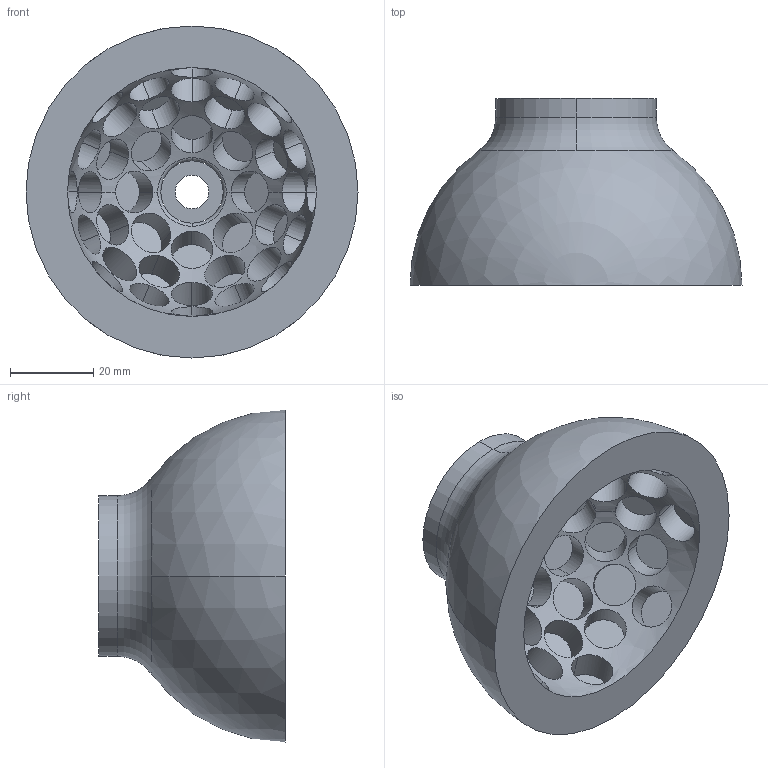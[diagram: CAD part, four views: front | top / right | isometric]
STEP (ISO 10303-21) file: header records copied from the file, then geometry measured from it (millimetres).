
FILE_DESCRIPTION (( 'STEP AP203' ), '1' );
FILE_NAME ('LaPoint_10mm.STEP', '2024-06-14T19:21:07', ( '' ), ( '' ), 'SwSTEP 2.0', 'SolidWorks 2019', '' );
FILE_SCHEMA (( 'CONFIG_CONTROL_DESIGN' ));
Length unit declared in the file: millimetre
Products named in the file (1): LaPoint_10mm
Bounding box: 80 x 45 x 80 mm (x, y, z)
Volume: 64955.5 mm3; surface area: 29367.3 mm2
Topology: 2 solids, 2 shells, 140 faces, 298 edges, 192 vertices
Faces by surface type: cylinder 88, plane 44, torus 4, sphere 4
Entity records: 6551 total; most frequent: CARTESIAN_POINT 3519, DIRECTION 614, ORIENTED_EDGE 580, EDGE_CURVE 290, AXIS2_PLACEMENT_3D 263, VERTEX_POINT 188, EDGE_LOOP 178, ADVANCED_FACE 140
